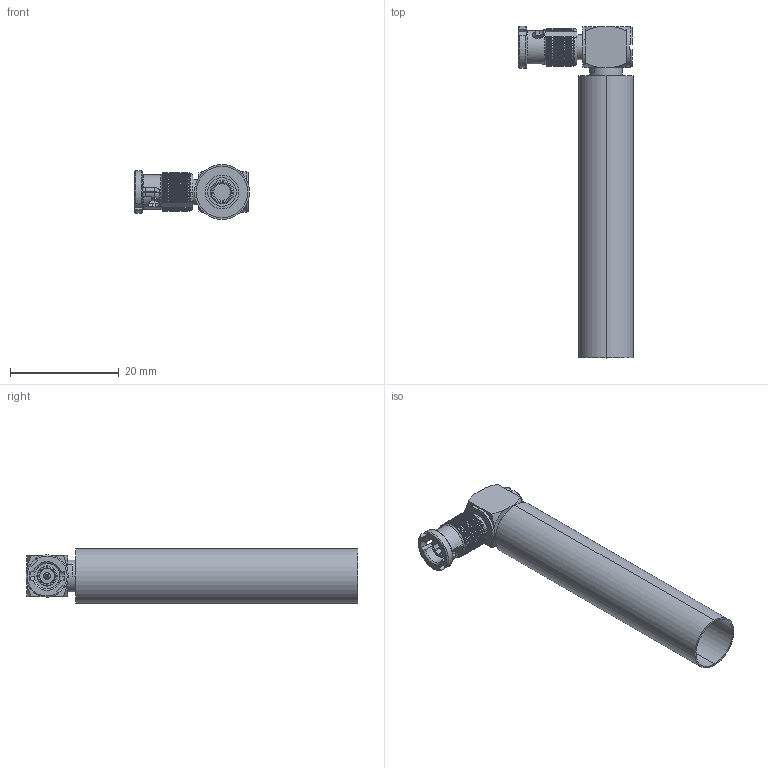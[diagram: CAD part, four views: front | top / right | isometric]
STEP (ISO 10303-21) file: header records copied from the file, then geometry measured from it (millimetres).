
FILE_DESCRIPTION((''),'2;1');
FILE_NAME('34-5021_','2020-03-26T',('Krishnaprasath'),(''),'CREO PARAMETRIC BY PTC INC, 2018360','CREO PARAMETRIC BY PTC INC, 2018360','');
FILE_SCHEMA(('CONFIG_CONTROL_DESIGN'));
Length unit declared in the file: millimetre
Products named in the file (1): 34-5021_
Bounding box: 21.11 x 60.94 x 10.1 mm (x, y, z)
Volume: 2173.4 mm3; surface area: 4150.9 mm2
Topology: 1 solids, 1 shells, 780 faces, 2296 edges, 1526 vertices
Faces by surface type: plane 466, cylinder 250, cone 48, torus 16
Entity records: 28316 total; most frequent: CARTESIAN_POINT 8640, ORIENTED_EDGE 4592, DIRECTION 3574, EDGE_CURVE 2296, VERTEX_POINT 1526, AXIS2_PLACEMENT_3D 1372, B_SPLINE_CURVE_WITH_KNOTS 874, VECTOR 830
